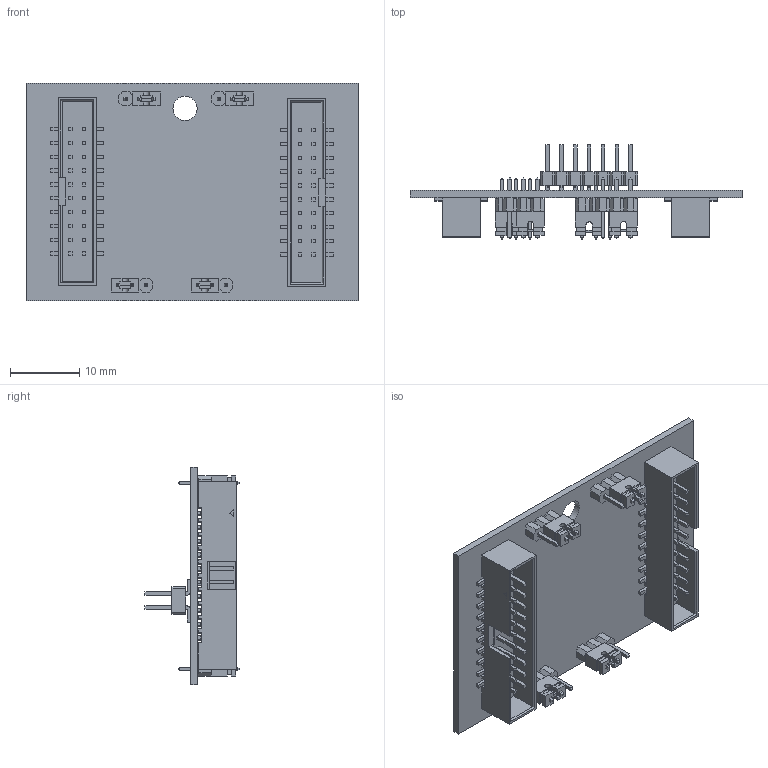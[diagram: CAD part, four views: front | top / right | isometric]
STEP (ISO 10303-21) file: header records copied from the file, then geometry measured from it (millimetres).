
FILE_DESCRIPTION (( 'STEP AP214' ), '1' );
FILE_NAME ('PCA-COM485-00A1E.STEP', '2025-04-30T07:38:09', ( '' ), ( '' ), 'SwSTEP 2.0', 'SolidWorks 2024', '' );
FILE_SCHEMA (( 'AUTOMOTIVE_DESIGN' ));
Length unit declared in the file: millimetre
Products named in the file (1): PCA-COM485-00A1E
Bounding box: 48 x 13.6 x 31.5 mm (x, y, z)
Volume: 2517.5 mm3; surface area: 6609.9 mm2
Topology: 12 solids, 12 shells, 1657 faces, 4416 edges, 2904 vertices
Faces by surface type: plane 1475, cylinder 182
Entity records: 69023 total; most frequent: CARTESIAN_POINT 8978, ORIENTED_EDGE 8832, DIRECTION 8096, EDGE_CURVE 4416, VECTOR 4052, LINE 4052, VERTEX_POINT 2904, AXIS2_PLACEMENT_3D 2022
